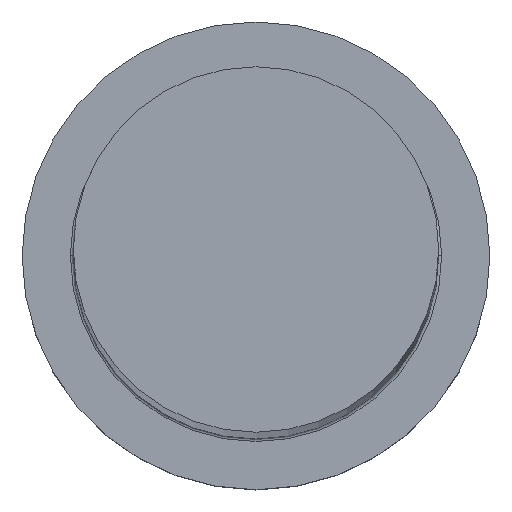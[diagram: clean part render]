
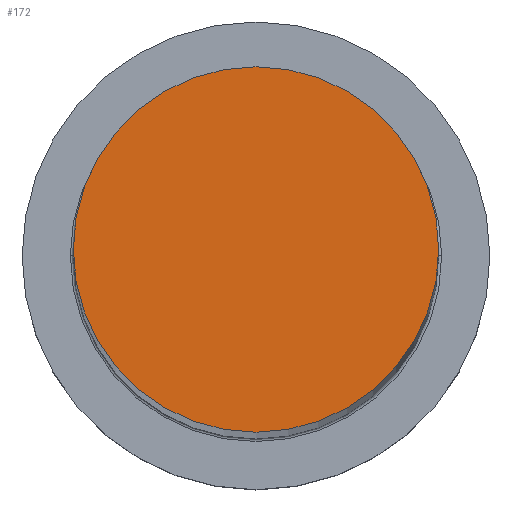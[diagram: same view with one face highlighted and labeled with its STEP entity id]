
A CAD part, top view. The second image highlights one B-rep face of the part: STEP entity #172.
In plain terms, the highlighted planar face has unit normal (0, 0, 1).
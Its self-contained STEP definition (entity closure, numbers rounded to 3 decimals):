
#1 = PLANE ( 'NONE',  #52 ) ;
#7 = DIRECTION ( 'NONE',  ( 1., 0., 0. ) ) ;
#18 = DIRECTION ( 'NONE',  ( 0., 0., 1. ) ) ;
#45 = EDGE_LOOP ( 'NONE', ( #178, #254 ) ) ;
#52 = AXIS2_PLACEMENT_3D ( 'NONE', #103, #82, #138 ) ;
#82 = DIRECTION ( 'NONE',  ( 0., 0., 1. ) ) ;
#92 = EDGE_CURVE ( 'NONE', #285, #192, #304, .T. ) ;
#100 = DIRECTION ( 'NONE',  ( 0., 0., 1. ) ) ;
#103 = CARTESIAN_POINT ( 'NONE',  ( 0., 0., 260. ) ) ;
#114 = AXIS2_PLACEMENT_3D ( 'NONE', #156, #100, #7 ) ;
#116 = CARTESIAN_POINT ( 'NONE',  ( 0., 0., 260. ) ) ;
#134 = CARTESIAN_POINT ( 'NONE',  ( -12.5, 0., 260. ) ) ;
#138 = DIRECTION ( 'NONE',  ( 1., 0., 0. ) ) ;
#156 = CARTESIAN_POINT ( 'NONE',  ( 0., 0., 260. ) ) ;
#162 = DIRECTION ( 'NONE',  ( 1., 0., 0. ) ) ;
#172 = ADVANCED_FACE ( 'NONE', ( #260 ), #1, .T. ) ;
#175 = EDGE_CURVE ( 'NONE', #192, #285, #228, .T. ) ;
#178 = ORIENTED_EDGE ( 'NONE', *, *, #175, .T. ) ;
#192 = VERTEX_POINT ( 'NONE', #134 ) ;
#220 = AXIS2_PLACEMENT_3D ( 'NONE', #116, #18, #162 ) ;
#228 = CIRCLE ( 'NONE', #220, 12.5 ) ;
#253 = CARTESIAN_POINT ( 'NONE',  ( 12.5, 0., 260. ) ) ;
#254 = ORIENTED_EDGE ( 'NONE', *, *, #92, .T. ) ;
#260 = FACE_OUTER_BOUND ( 'NONE', #45, .T. ) ;
#285 = VERTEX_POINT ( 'NONE', #253 ) ;
#304 = CIRCLE ( 'NONE', #114, 12.5 ) ;
